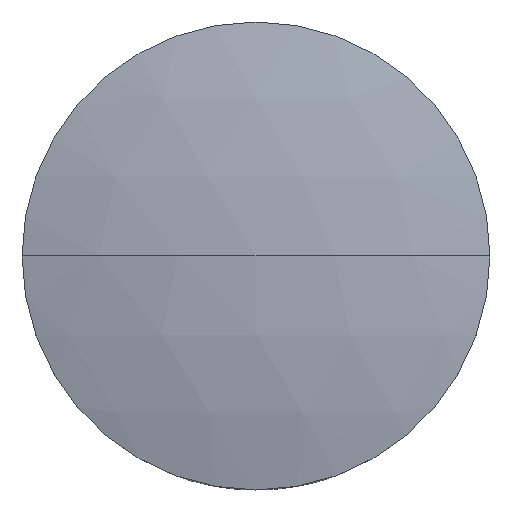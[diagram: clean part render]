
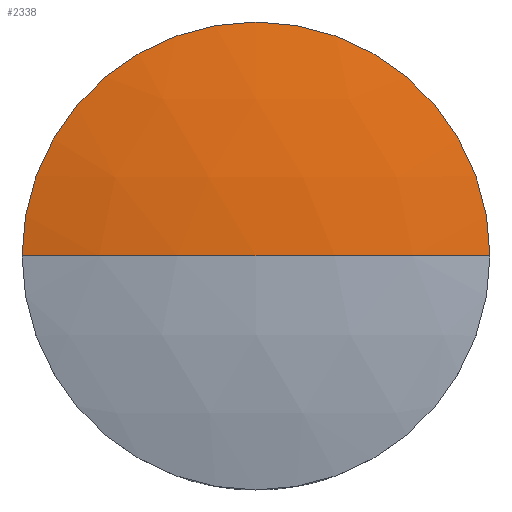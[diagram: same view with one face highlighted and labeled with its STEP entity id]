
A CAD part, top view. The second image highlights one B-rep face of the part: STEP entity #2338.
In plain terms, the highlighted spherical face has radius 77.52 mm.
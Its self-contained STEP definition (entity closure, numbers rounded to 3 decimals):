
#90 = CIRCLE ( 'NONE', #1252, 77.52 ) ;
#203 = DIRECTION ( 'NONE',  ( 0., 0., 1. ) ) ;
#321 = DIRECTION ( 'NONE',  ( 1., 0., 0. ) ) ;
#395 = CARTESIAN_POINT ( 'NONE',  ( 0., 0., -75.08 ) ) ;
#642 = ORIENTED_EDGE ( 'NONE', *, *, #1385, .F. ) ;
#777 = DIRECTION ( 'NONE',  ( 0., 1., 0. ) ) ;
#890 = AXIS2_PLACEMENT_3D ( 'NONE', #1547, #1300, #321 ) ;
#909 = DIRECTION ( 'NONE',  ( -1., 0., 0. ) ) ;
#943 = VERTEX_POINT ( 'NONE', #1960 ) ;
#991 = ORIENTED_EDGE ( 'NONE', *, *, #1367, .F. ) ;
#1166 = ORIENTED_EDGE ( 'NONE', *, *, #1840, .T. ) ;
#1218 = DIRECTION ( 'NONE',  ( 1., 0., 0. ) ) ;
#1226 = DIRECTION ( 'NONE',  ( 0., -1., 0. ) ) ;
#1252 = AXIS2_PLACEMENT_3D ( 'NONE', #1604, #777, #203 ) ;
#1300 = DIRECTION ( 'NONE',  ( 0., -1., 0. ) ) ;
#1336 = SPHERICAL_SURFACE ( 'NONE', #2626, 77.52 ) ;
#1367 = EDGE_CURVE ( 'NONE', #1787, #943, #1477, .T. ) ;
#1385 = EDGE_CURVE ( 'NONE', #943, #1771, #1605, .T. ) ;
#1477 = CIRCLE ( 'NONE', #890, 77.52 ) ;
#1547 = CARTESIAN_POINT ( 'NONE',  ( 0., 0., -75.08 ) ) ;
#1604 = CARTESIAN_POINT ( 'NONE',  ( 0., 0., -75.08 ) ) ;
#1605 = CIRCLE ( 'NONE', #1728, 19.05 ) ;
#1653 = EDGE_LOOP ( 'NONE', ( #991, #1166, #642 ) ) ;
#1728 = AXIS2_PLACEMENT_3D ( 'NONE', #2135, #2354, #909 ) ;
#1731 = FACE_OUTER_BOUND ( 'NONE', #1653, .T. ) ;
#1771 = VERTEX_POINT ( 'NONE', #2350 ) ;
#1787 = VERTEX_POINT ( 'NONE', #1955 ) ;
#1840 = EDGE_CURVE ( 'NONE', #1787, #1771, #90, .T. ) ;
#1955 = CARTESIAN_POINT ( 'NONE',  ( 0., 0., 2.44 ) ) ;
#1960 = CARTESIAN_POINT ( 'NONE',  ( -19.05, 0., 0.063 ) ) ;
#2135 = CARTESIAN_POINT ( 'NONE',  ( 0., 0., 0.063 ) ) ;
#2338 = ADVANCED_FACE ( 'NONE', ( #1731 ), #1336, .T. ) ;
#2350 = CARTESIAN_POINT ( 'NONE',  ( 19.05, 0., 0.063 ) ) ;
#2354 = DIRECTION ( 'NONE',  ( 0., 0., -1. ) ) ;
#2626 = AXIS2_PLACEMENT_3D ( 'NONE', #395, #1226, #1218 ) ;
